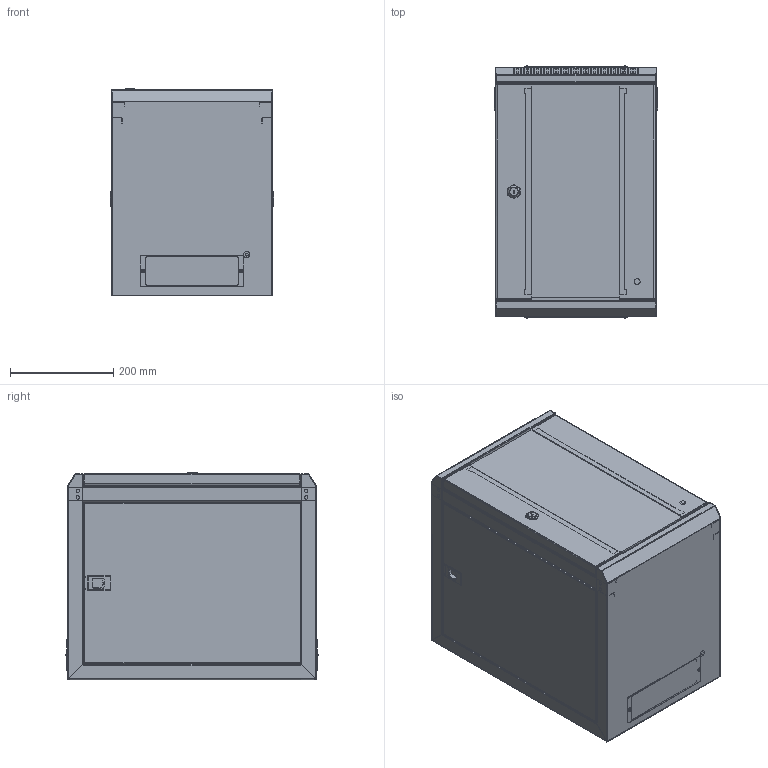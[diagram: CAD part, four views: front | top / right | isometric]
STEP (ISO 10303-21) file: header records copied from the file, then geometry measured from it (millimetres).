
FILE_DESCRIPTION (( 'STEP AP214' ), '1' );
FILE_NAME ('00406845.step', '2022-05-09T15:11:14', ( '' ), ( '' ), 'SwSTEP 2.0', 'SolidWorks 2021', '' );
FILE_SCHEMA (( 'AUTOMOTIVE_DESIGN' ));
Length unit declared in the file: inch
Products named in the file (24): GLASS DOOR FRAME, RH, 9U; 00406845; GLASS DOOR FRAME, LH, 9U; lock cam; GLASS DOOR AND LOCK ASSY, 9U; PDU_K1; CABINET BASE, 9U X 400mm X 312mm; SM_M6 X 13 GND STUD; M6 X 13 GND STUD; lock cylinder; SIDE PANEL, 9U, SMM3409; PDU-K0_ASM; SMM3409 CABINET-ONLY ASSY, 9U X 400mm; GLASS DOOR PANE, 9U; M4X8LS; PDU_K2; CABINET POST, VERT, 9U; MOUNTING POST, 9U; COVER, CABLE GLAND; LOCK ASSY, 10 IN. CABINET; GLASS DOOR SUBASSY, 9U; GB9074-4-88-M3X6; lock hex nut
Assembly tree (34 placements, depth 5):
  00406845
    SMM3409 CABINET-ONLY ASSY, 9U X 400mm
      CABINET BASE, 9U X 400mm X 312mm
      M6 X 13 GND STUD
      CABINET POST, VERT, 9U  x2
      SIDE PANEL, 9U, SMM3409  x2
        SIDE PANEL, 9U, SMM3409
        PDU-K0_ASM
          PDU_K2
          PDU_K1
      COVER, CABLE GLAND  x2
      M4X8LS  x4
      MOUNTING POST, 9U  x6
    GLASS DOOR AND LOCK ASSY, 9U
      GLASS DOOR SUBASSY, 9U
        GLASS DOOR FRAME, RH, 9U
        GLASS DOOR PANE, 9U
        GLASS DOOR FRAME, LH, 9U
        SM_M6 X 13 GND STUD
      LOCK ASSY, 10 IN. CABINET
        lock cylinder
        GB9074-4-88-M3X6
        lock cam
        lock hex nut
Bounding box: 316.5 x 489.63 x 403 mm (x, y, z)
Volume: 1411468.4 mm3; surface area: 2585811.2 mm2
Topology: 35 solids, 35 shells, 2947 faces, 8603 edges, 5727 vertices
Faces by surface type: plane 1783, cylinder 973, bspline 171, cone 18, torus 2
Entity records: 82355 total; most frequent: CARTESIAN_POINT 35238, ORIENTED_EDGE 9910, DIRECTION 8647, EDGE_CURVE 4955, VERTEX_POINT 3273, VECTOR 2967, LINE 2967, AXIS2_PLACEMENT_3D 2840
